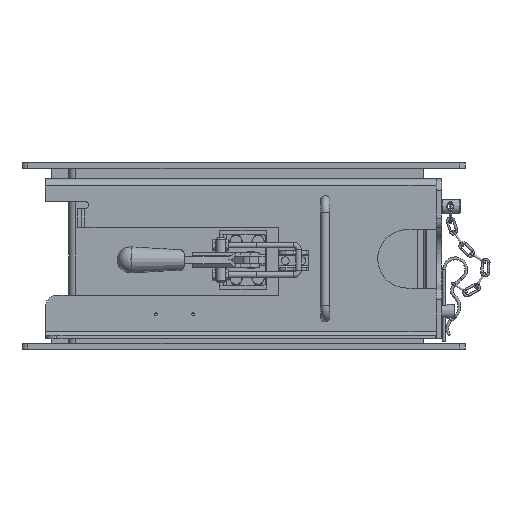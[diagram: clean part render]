
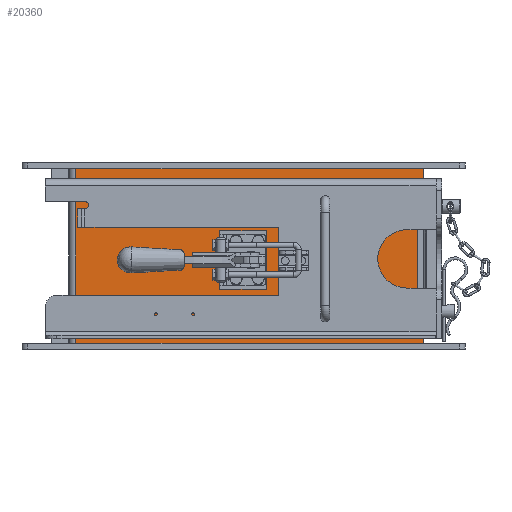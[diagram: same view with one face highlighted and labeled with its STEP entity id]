
A CAD part, left-side view. The second image highlights one B-rep face of the part: STEP entity #20360.
In plain terms, the highlighted planar face has unit normal (-1, 0, 0).
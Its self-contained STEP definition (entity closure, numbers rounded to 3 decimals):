
#551=LINE('',#32946,#1599);
#568=LINE('',#32992,#1616);
#576=LINE('',#33008,#1624);
#577=LINE('',#33010,#1625);
#578=LINE('',#33012,#1626);
#579=LINE('',#33014,#1627);
#580=LINE('',#33016,#1628);
#581=LINE('',#33017,#1629);
#582=LINE('',#33020,#1630);
#583=LINE('',#33022,#1631);
#584=LINE('',#33024,#1632);
#585=LINE('',#33025,#1633);
#1599=VECTOR('',#25982,10.);
#1616=VECTOR('',#26027,10.);
#1624=VECTOR('',#26041,10.);
#1625=VECTOR('',#26042,10.);
#1626=VECTOR('',#26043,10.);
#1627=VECTOR('',#26044,10.);
#1628=VECTOR('',#26045,10.);
#1629=VECTOR('',#26046,10.);
#1630=VECTOR('',#26047,10.);
#1631=VECTOR('',#26048,10.);
#1632=VECTOR('',#26049,10.);
#1633=VECTOR('',#26050,10.);
#2888=PLANE('',#22202);
#3944=FACE_BOUND('',#6448,.T.);
#3945=FACE_BOUND('',#6449,.T.);
#4852=FACE_OUTER_BOUND('',#6447,.T.);
#6447=EDGE_LOOP('',(#15232,#15233,#15234,#15235,#15236,#15237,#15238,#15239));
#6448=EDGE_LOOP('',(#15240,#15241,#15242,#15243));
#6449=EDGE_LOOP('',(#15244));
#8037=CIRCLE('',#22203,5.);
#9415=VERTEX_POINT('',#32943);
#9416=VERTEX_POINT('',#32945);
#9431=VERTEX_POINT('',#32990);
#9436=VERTEX_POINT('',#33007);
#9437=VERTEX_POINT('',#33009);
#9438=VERTEX_POINT('',#33011);
#9439=VERTEX_POINT('',#33013);
#9440=VERTEX_POINT('',#33015);
#9441=VERTEX_POINT('',#33018);
#9442=VERTEX_POINT('',#33019);
#9443=VERTEX_POINT('',#33021);
#9444=VERTEX_POINT('',#33023);
#9445=VERTEX_POINT('',#33026);
#11557=EDGE_CURVE('',#9415,#9416,#551,.T.);
#11580=EDGE_CURVE('',#9431,#9415,#568,.T.);
#11588=EDGE_CURVE('',#9436,#9431,#576,.T.);
#11589=EDGE_CURVE('',#9436,#9437,#577,.T.);
#11590=EDGE_CURVE('',#9438,#9437,#578,.T.);
#11591=EDGE_CURVE('',#9439,#9438,#579,.T.);
#11592=EDGE_CURVE('',#9440,#9439,#580,.T.);
#11593=EDGE_CURVE('',#9440,#9416,#581,.T.);
#11594=EDGE_CURVE('',#9441,#9442,#582,.T.);
#11595=EDGE_CURVE('',#9442,#9443,#583,.T.);
#11596=EDGE_CURVE('',#9443,#9444,#584,.T.);
#11597=EDGE_CURVE('',#9444,#9441,#585,.T.);
#11598=EDGE_CURVE('',#9445,#9445,#8037,.T.);
#15232=ORIENTED_EDGE('',*,*,#11588,.F.);
#15233=ORIENTED_EDGE('',*,*,#11589,.T.);
#15234=ORIENTED_EDGE('',*,*,#11590,.F.);
#15235=ORIENTED_EDGE('',*,*,#11591,.F.);
#15236=ORIENTED_EDGE('',*,*,#11592,.F.);
#15237=ORIENTED_EDGE('',*,*,#11593,.T.);
#15238=ORIENTED_EDGE('',*,*,#11557,.F.);
#15239=ORIENTED_EDGE('',*,*,#11580,.F.);
#15240=ORIENTED_EDGE('',*,*,#11594,.T.);
#15241=ORIENTED_EDGE('',*,*,#11595,.T.);
#15242=ORIENTED_EDGE('',*,*,#11596,.T.);
#15243=ORIENTED_EDGE('',*,*,#11597,.T.);
#15244=ORIENTED_EDGE('',*,*,#11598,.T.);
#20360=ADVANCED_FACE('',(#4852,#3944,#3945),#2888,.T.);
#22202=AXIS2_PLACEMENT_3D('',#33006,#26039,#26040);
#22203=AXIS2_PLACEMENT_3D('',#33027,#26051,#26052);
#25982=DIRECTION('',(0.,-1.,0.));
#26027=DIRECTION('',(0.,0.,1.));
#26039=DIRECTION('center_axis',(-1.,0.,0.));
#26040=DIRECTION('ref_axis',(0.,0.,1.));
#26041=DIRECTION('',(0.,1.,0.));
#26042=DIRECTION('',(0.,0.,1.));
#26043=DIRECTION('',(0.,-1.,0.));
#26044=DIRECTION('',(0.,0.,-1.));
#26045=DIRECTION('',(0.,1.,0.));
#26046=DIRECTION('',(0.,0.,1.));
#26047=DIRECTION('',(0.,0.,1.));
#26048=DIRECTION('',(0.,-1.,0.));
#26049=DIRECTION('',(0.,0.,-1.));
#26050=DIRECTION('',(0.,1.,0.));
#26051=DIRECTION('center_axis',(1.,0.,0.));
#26052=DIRECTION('ref_axis',(0.,1.,0.));
#32943=CARTESIAN_POINT('',(-151.,144.,155.));
#32945=CARTESIAN_POINT('',(-151.,-154.,155.));
#32946=CARTESIAN_POINT('',(-151.,-74.5,155.));
#32990=CARTESIAN_POINT('',(-151.,144.,5.));
#32992=CARTESIAN_POINT('',(-151.,144.,160.));
#33006=CARTESIAN_POINT('Origin',(-151.,150.,160.));
#33007=CARTESIAN_POINT('',(-151.,-154.,5.));
#33008=CARTESIAN_POINT('',(-151.,-77.,5.));
#33009=CARTESIAN_POINT('',(-151.,-154.,14.8));
#33010=CARTESIAN_POINT('',(-151.,-154.,0.));
#33011=CARTESIAN_POINT('',(-151.,-149.,14.8));
#33012=CARTESIAN_POINT('',(-151.,-149.,14.8));
#33013=CARTESIAN_POINT('',(-151.,-149.,145.2));
#33014=CARTESIAN_POINT('',(-151.,-149.,160.));
#33015=CARTESIAN_POINT('',(-151.,-154.,145.2));
#33016=CARTESIAN_POINT('',(-151.,-149.,145.2));
#33017=CARTESIAN_POINT('',(-151.,-154.,145.));
#33018=CARTESIAN_POINT('',(-151.,20.5,51.5));
#33019=CARTESIAN_POINT('',(-151.,20.5,101.5));
#33020=CARTESIAN_POINT('',(-151.,20.5,105.75));
#33021=CARTESIAN_POINT('',(-151.,-19.5,101.5));
#33022=CARTESIAN_POINT('',(-151.,85.25,101.5));
#33023=CARTESIAN_POINT('',(-151.,-19.5,51.5));
#33024=CARTESIAN_POINT('',(-151.,-19.5,130.75));
#33025=CARTESIAN_POINT('',(-151.,65.25,51.5));
#33026=CARTESIAN_POINT('',(-151.,-73.,140.));
#33027=CARTESIAN_POINT('Origin',(-151.,-68.,140.));
